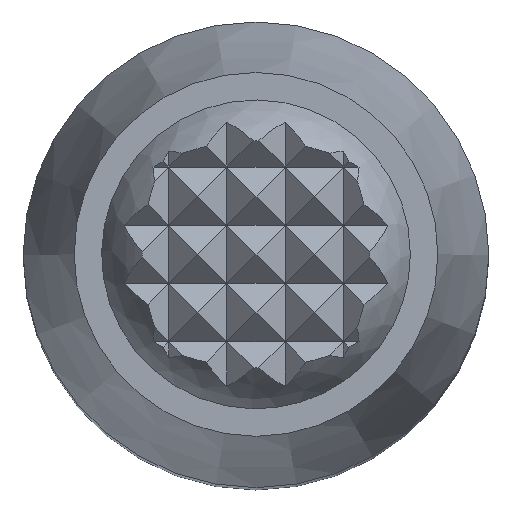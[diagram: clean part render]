
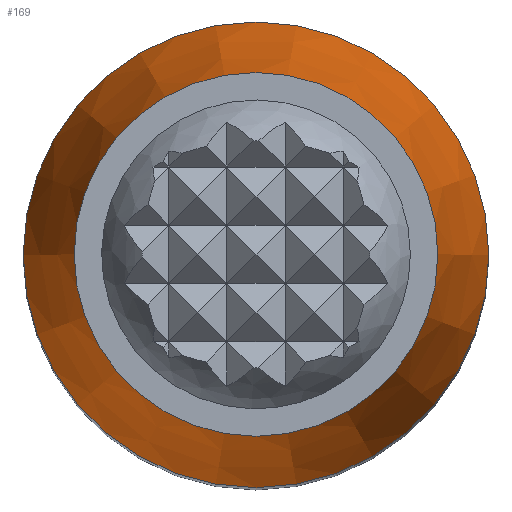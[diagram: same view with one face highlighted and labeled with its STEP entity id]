
A CAD part, top view. The second image highlights one B-rep face of the part: STEP entity #169.
In plain terms, the highlighted conical face has half-angle 11.77 degrees and reference radius 3.125 mm.
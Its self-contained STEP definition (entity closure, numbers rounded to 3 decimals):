
#169 = ADVANCED_FACE( '', ( #407, #408 ), #409, .T. );
#407 = FACE_OUTER_BOUND( '', #718, .T. );
#408 = FACE_BOUND( '', #719, .T. );
#409 = CONICAL_SURFACE( '', #720, 3.125, 0.205 );
#718 = EDGE_LOOP( '', ( #1118 ) );
#719 = EDGE_LOOP( '', ( #1119 ) );
#720 = AXIS2_PLACEMENT_3D( '', #1120, #1121, #1122 );
#1118 = ORIENTED_EDGE( '', *, *, #1804, .F. );
#1119 = ORIENTED_EDGE( '', *, *, #1805, .F. );
#1120 = CARTESIAN_POINT( '', ( 0., 0., 28.05 ) );
#1121 = DIRECTION( '', ( 0., 0., -1. ) );
#1122 = DIRECTION( '', ( -1., 0., 0. ) );
#1804 = EDGE_CURVE( '', #2135, #2135, #2136, .F. );
#1805 = EDGE_CURVE( '', #2137, #2137, #2138, .T. );
#2135 = VERTEX_POINT( '', #2559 );
#2136 = CIRCLE( '', #2560, 4. );
#2137 = VERTEX_POINT( '', #2561 );
#2138 = CIRCLE( '', #2562, 3.125 );
#2559 = CARTESIAN_POINT( '', ( 4., 0., 23.85 ) );
#2560 = AXIS2_PLACEMENT_3D( '', #2967, #2968, #2969 );
#2561 = CARTESIAN_POINT( '', ( 3.125, 0., 28.05 ) );
#2562 = AXIS2_PLACEMENT_3D( '', #2970, #2971, #2972 );
#2967 = CARTESIAN_POINT( '', ( 0., 0., 23.85 ) );
#2968 = DIRECTION( '', ( 0., 0., 1. ) );
#2969 = DIRECTION( '', ( 1., 0., 0. ) );
#2970 = CARTESIAN_POINT( '', ( 0., 0., 28.05 ) );
#2971 = DIRECTION( '', ( 0., 0., 1. ) );
#2972 = DIRECTION( '', ( 1., 0., 0. ) );
